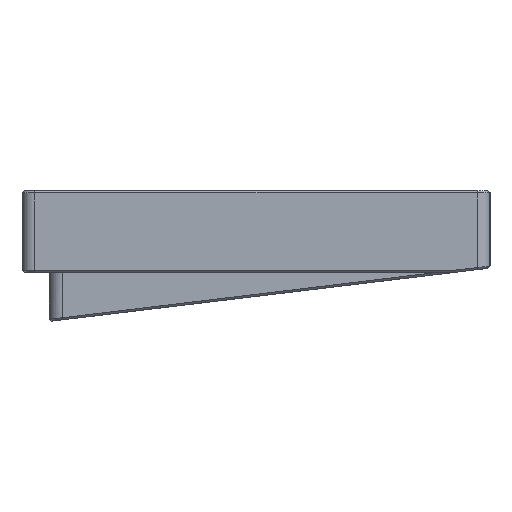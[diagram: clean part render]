
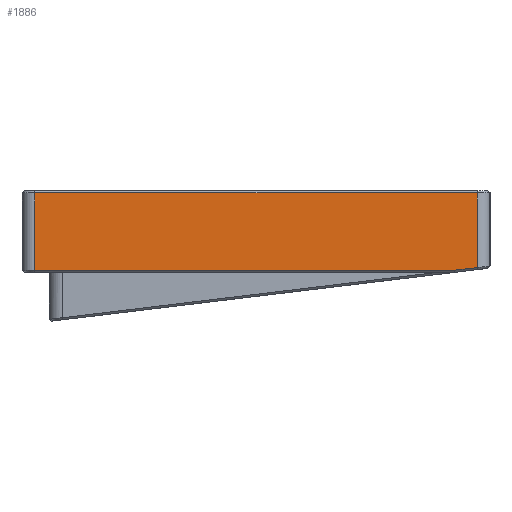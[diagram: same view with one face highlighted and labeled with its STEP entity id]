
A CAD part, left-side view. The second image highlights one B-rep face of the part: STEP entity #1886.
In plain terms, the highlighted planar face has unit normal (-1, 0, 0).
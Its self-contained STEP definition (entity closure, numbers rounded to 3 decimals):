
#60=B_SPLINE_CURVE_WITH_KNOTS('',3,(#2913,#2914,#2915,#2916),
 .UNSPECIFIED.,.F.,.F.,(4,4),(1.551,1.571),
 .UNSPECIFIED.);
#118=FACE_OUTER_BOUND('',#233,.T.);
#233=EDGE_LOOP('',(#1362,#1363,#1364,#1365,#1366,#1367));
#441=LINE('',#2804,#626);
#477=LINE('',#2907,#662);
#478=LINE('',#2911,#663);
#479=LINE('',#2918,#664);
#480=LINE('',#2919,#665);
#626=VECTOR('',#2220,10.);
#662=VECTOR('',#2316,10.);
#663=VECTOR('',#2321,10.);
#664=VECTOR('',#2322,10.);
#665=VECTOR('',#2323,10.);
#814=VERTEX_POINT('',#2801);
#815=VERTEX_POINT('',#2803);
#848=VERTEX_POINT('',#2906);
#849=VERTEX_POINT('',#2910);
#850=VERTEX_POINT('',#2912);
#851=VERTEX_POINT('',#2917);
#993=EDGE_CURVE('',#814,#815,#441,.T.);
#1043=EDGE_CURVE('',#815,#848,#477,.T.);
#1045=EDGE_CURVE('',#849,#814,#478,.T.);
#1046=EDGE_CURVE('',#850,#849,#60,.T.);
#1047=EDGE_CURVE('',#851,#850,#479,.T.);
#1048=EDGE_CURVE('',#848,#851,#480,.T.);
#1362=ORIENTED_EDGE('',*,*,#993,.F.);
#1363=ORIENTED_EDGE('',*,*,#1045,.F.);
#1364=ORIENTED_EDGE('',*,*,#1046,.F.);
#1365=ORIENTED_EDGE('',*,*,#1047,.F.);
#1366=ORIENTED_EDGE('',*,*,#1048,.F.);
#1367=ORIENTED_EDGE('',*,*,#1043,.F.);
#1822=PLANE('',#2022);
#1886=ADVANCED_FACE('',(#118),#1822,.F.);
#2022=AXIS2_PLACEMENT_3D('',#2909,#2319,#2320);
#2220=DIRECTION('',(0.,1.,0.));
#2316=DIRECTION('',(0.,0.,1.));
#2319=DIRECTION('center_axis',(1.,0.,0.));
#2320=DIRECTION('ref_axis',(0.,0.,-1.));
#2321=DIRECTION('',(0.,0.993,-0.12));
#2322=DIRECTION('',(0.,0.,-1.));
#2323=DIRECTION('',(0.,-1.,0.));
#2801=CARTESIAN_POINT('',(-146.85,-46.575,11.347));
#2803=CARTESIAN_POINT('',(-146.85,52.6,11.347));
#2804=CARTESIAN_POINT('',(-146.85,-130.957,11.347));
#2906=CARTESIAN_POINT('',(-146.85,52.6,29.647));
#2907=CARTESIAN_POINT('',(-146.85,52.6,7.536));
#2909=CARTESIAN_POINT('Origin',(-146.85,0.,-0.002));
#2910=CARTESIAN_POINT('',(-146.85,-52.04,12.008));
#2911=CARTESIAN_POINT('',(-146.85,21.796,3.073));
#2912=CARTESIAN_POINT('',(-146.85,-52.1,12.015));
#2913=CARTESIAN_POINT('Ctrl Pts',(-146.85,-52.1,12.015));
#2914=CARTESIAN_POINT('Ctrl Pts',(-146.85,-52.08,12.013));
#2915=CARTESIAN_POINT('Ctrl Pts',(-146.85,-52.06,12.01));
#2916=CARTESIAN_POINT('Ctrl Pts',(-146.85,-52.04,12.008));
#2917=CARTESIAN_POINT('',(-146.85,-52.1,29.647));
#2918=CARTESIAN_POINT('',(-146.85,-52.1,10.431));
#2919=CARTESIAN_POINT('',(-146.85,-25.8,29.647));
